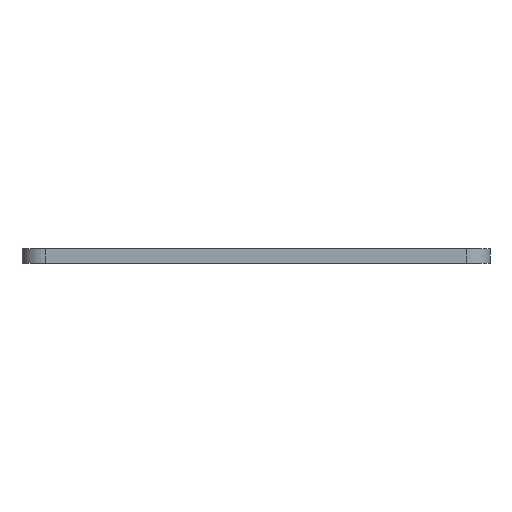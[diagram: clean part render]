
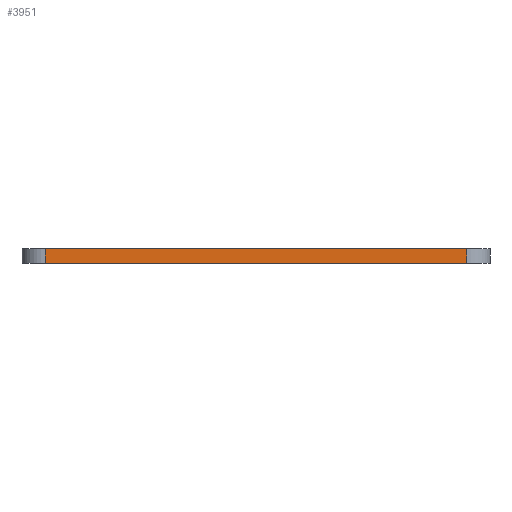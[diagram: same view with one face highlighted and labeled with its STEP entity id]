
A CAD part, front view. The second image highlights one B-rep face of the part: STEP entity #3951.
In plain terms, the highlighted planar face has unit normal (0, -1, 0).
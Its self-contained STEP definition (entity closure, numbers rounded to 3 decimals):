
#83 = PLANE('',#84);
#84 = AXIS2_PLACEMENT_3D('',#85,#86,#87);
#85 = CARTESIAN_POINT('',(148.444,-105.003,1.6));
#86 = DIRECTION('',(0.,0.,1.));
#87 = DIRECTION('',(1.,0.,-0.));
#137 = PLANE('',#138);
#138 = AXIS2_PLACEMENT_3D('',#139,#140,#141);
#139 = CARTESIAN_POINT('',(148.444,-105.003,0.));
#140 = DIRECTION('',(0.,0.,1.));
#141 = DIRECTION('',(1.,0.,-0.));
#330 = VERTEX_POINT('',#331);
#331 = CARTESIAN_POINT('',(125.641,-116.434,0.));
#346 = CYLINDRICAL_SURFACE('',#347,2.54);
#347 = AXIS2_PLACEMENT_3D('',#348,#349,#350);
#348 = CARTESIAN_POINT('',(125.641,-113.894,0.));
#349 = DIRECTION('',(-0.,-0.,-1.));
#350 = DIRECTION('',(1.,0.,-0.));
#358 = EDGE_CURVE('',#330,#359,#361,.T.);
#359 = VERTEX_POINT('',#360);
#360 = CARTESIAN_POINT('',(171.361,-116.434,0.));
#361 = SURFACE_CURVE('',#362,(#366,#373),.PCURVE_S1.);
#362 = LINE('',#363,#364);
#363 = CARTESIAN_POINT('',(125.641,-116.434,0.));
#364 = VECTOR('',#365,1.);
#365 = DIRECTION('',(1.,0.,0.));
#366 = PCURVE('',#137,#367);
#367 = DEFINITIONAL_REPRESENTATION('',(#368),#372);
#368 = LINE('',#369,#370);
#369 = CARTESIAN_POINT('',(-22.803,-11.43));
#370 = VECTOR('',#371,1.);
#371 = DIRECTION('',(1.,0.));
#372 = ( GEOMETRIC_REPRESENTATION_CONTEXT(2) 
PARAMETRIC_REPRESENTATION_CONTEXT() REPRESENTATION_CONTEXT('2D SPACE',''
  ) );
#373 = PCURVE('',#374,#379);
#374 = PLANE('',#375);
#375 = AXIS2_PLACEMENT_3D('',#376,#377,#378);
#376 = CARTESIAN_POINT('',(125.641,-116.434,0.));
#377 = DIRECTION('',(0.,1.,0.));
#378 = DIRECTION('',(1.,0.,0.));
#379 = DEFINITIONAL_REPRESENTATION('',(#380),#384);
#380 = LINE('',#381,#382);
#381 = CARTESIAN_POINT('',(0.,0.));
#382 = VECTOR('',#383,1.);
#383 = DIRECTION('',(1.,0.));
#384 = ( GEOMETRIC_REPRESENTATION_CONTEXT(2) 
PARAMETRIC_REPRESENTATION_CONTEXT() REPRESENTATION_CONTEXT('2D SPACE',''
  ) );
#403 = CYLINDRICAL_SURFACE('',#404,2.54);
#404 = AXIS2_PLACEMENT_3D('',#405,#406,#407);
#405 = CARTESIAN_POINT('',(171.361,-113.894,0.));
#406 = DIRECTION('',(-0.,-0.,-1.));
#407 = DIRECTION('',(1.,0.,-0.));
#2243 = VERTEX_POINT('',#2244);
#2244 = CARTESIAN_POINT('',(125.641,-116.434,1.6));
#2266 = EDGE_CURVE('',#2243,#2267,#2269,.T.);
#2267 = VERTEX_POINT('',#2268);
#2268 = CARTESIAN_POINT('',(171.361,-116.434,1.6));
#2269 = SURFACE_CURVE('',#2270,(#2274,#2281),.PCURVE_S1.);
#2270 = LINE('',#2271,#2272);
#2271 = CARTESIAN_POINT('',(125.641,-116.434,1.6));
#2272 = VECTOR('',#2273,1.);
#2273 = DIRECTION('',(1.,0.,0.));
#2274 = PCURVE('',#83,#2275);
#2275 = DEFINITIONAL_REPRESENTATION('',(#2276),#2280);
#2276 = LINE('',#2277,#2278);
#2277 = CARTESIAN_POINT('',(-22.803,-11.43));
#2278 = VECTOR('',#2279,1.);
#2279 = DIRECTION('',(1.,0.));
#2280 = ( GEOMETRIC_REPRESENTATION_CONTEXT(2) 
PARAMETRIC_REPRESENTATION_CONTEXT() REPRESENTATION_CONTEXT('2D SPACE',''
  ) );
#2281 = PCURVE('',#374,#2282);
#2282 = DEFINITIONAL_REPRESENTATION('',(#2283),#2287);
#2283 = LINE('',#2284,#2285);
#2284 = CARTESIAN_POINT('',(0.,-1.6));
#2285 = VECTOR('',#2286,1.);
#2286 = DIRECTION('',(1.,0.));
#2287 = ( GEOMETRIC_REPRESENTATION_CONTEXT(2) 
PARAMETRIC_REPRESENTATION_CONTEXT() REPRESENTATION_CONTEXT('2D SPACE',''
  ) );
#3903 = EDGE_CURVE('',#330,#2243,#3904,.T.);
#3904 = SURFACE_CURVE('',#3905,(#3909,#3916),.PCURVE_S1.);
#3905 = LINE('',#3906,#3907);
#3906 = CARTESIAN_POINT('',(125.641,-116.434,0.));
#3907 = VECTOR('',#3908,1.);
#3908 = DIRECTION('',(0.,0.,1.));
#3909 = PCURVE('',#346,#3910);
#3910 = DEFINITIONAL_REPRESENTATION('',(#3911),#3915);
#3911 = LINE('',#3912,#3913);
#3912 = CARTESIAN_POINT('',(-4.712,0.));
#3913 = VECTOR('',#3914,1.);
#3914 = DIRECTION('',(-0.,-1.));
#3915 = ( GEOMETRIC_REPRESENTATION_CONTEXT(2) 
PARAMETRIC_REPRESENTATION_CONTEXT() REPRESENTATION_CONTEXT('2D SPACE',''
  ) );
#3916 = PCURVE('',#374,#3917);
#3917 = DEFINITIONAL_REPRESENTATION('',(#3918),#3922);
#3918 = LINE('',#3919,#3920);
#3919 = CARTESIAN_POINT('',(0.,0.));
#3920 = VECTOR('',#3921,1.);
#3921 = DIRECTION('',(0.,-1.));
#3922 = ( GEOMETRIC_REPRESENTATION_CONTEXT(2) 
PARAMETRIC_REPRESENTATION_CONTEXT() REPRESENTATION_CONTEXT('2D SPACE',''
  ) );
#3951 = ADVANCED_FACE('',(#3952),#374,.F.);
#3952 = FACE_BOUND('',#3953,.F.);
#3953 = EDGE_LOOP('',(#3954,#3955,#3956,#3977));
#3954 = ORIENTED_EDGE('',*,*,#3903,.T.);
#3955 = ORIENTED_EDGE('',*,*,#2266,.T.);
#3956 = ORIENTED_EDGE('',*,*,#3957,.F.);
#3957 = EDGE_CURVE('',#359,#2267,#3958,.T.);
#3958 = SURFACE_CURVE('',#3959,(#3963,#3970),.PCURVE_S1.);
#3959 = LINE('',#3960,#3961);
#3960 = CARTESIAN_POINT('',(171.361,-116.434,0.));
#3961 = VECTOR('',#3962,1.);
#3962 = DIRECTION('',(0.,0.,1.));
#3963 = PCURVE('',#374,#3964);
#3964 = DEFINITIONAL_REPRESENTATION('',(#3965),#3969);
#3965 = LINE('',#3966,#3967);
#3966 = CARTESIAN_POINT('',(45.72,0.));
#3967 = VECTOR('',#3968,1.);
#3968 = DIRECTION('',(0.,-1.));
#3969 = ( GEOMETRIC_REPRESENTATION_CONTEXT(2) 
PARAMETRIC_REPRESENTATION_CONTEXT() REPRESENTATION_CONTEXT('2D SPACE',''
  ) );
#3970 = PCURVE('',#403,#3971);
#3971 = DEFINITIONAL_REPRESENTATION('',(#3972),#3976);
#3972 = LINE('',#3973,#3974);
#3973 = CARTESIAN_POINT('',(-4.712,0.));
#3974 = VECTOR('',#3975,1.);
#3975 = DIRECTION('',(-0.,-1.));
#3976 = ( GEOMETRIC_REPRESENTATION_CONTEXT(2) 
PARAMETRIC_REPRESENTATION_CONTEXT() REPRESENTATION_CONTEXT('2D SPACE',''
  ) );
#3977 = ORIENTED_EDGE('',*,*,#358,.F.);
